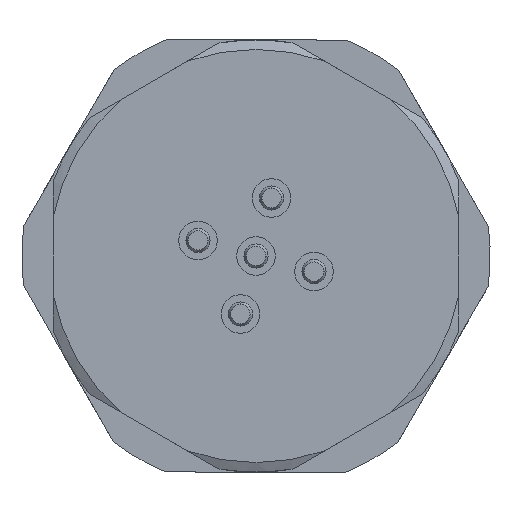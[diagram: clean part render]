
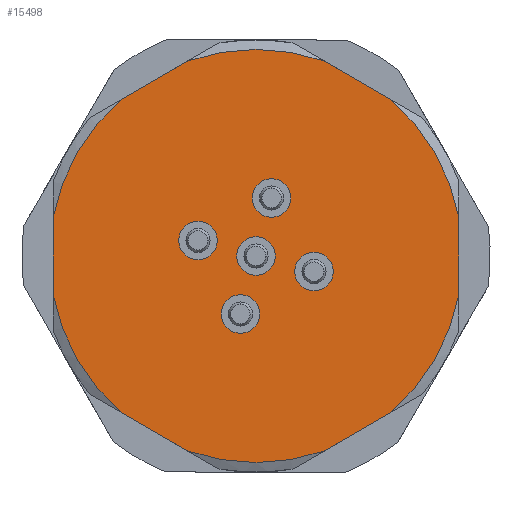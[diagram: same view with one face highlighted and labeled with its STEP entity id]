
A CAD part, front view. The second image highlights one B-rep face of the part: STEP entity #15498.
In plain terms, the highlighted planar face has unit normal (0, -1, 0).
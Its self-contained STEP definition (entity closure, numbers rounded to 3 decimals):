
#5049=DIRECTION('',(-0.866,0.,-0.5));
#5050=VECTOR('',#5049,3.198);
#5051=CARTESIAN_POINT('',(-2.84,-7.85,8.118));
#5052=LINE('',#5051,#5050);
#5083=CARTESIAN_POINT('',(0.,-7.85,0.));
#5084=DIRECTION('',(0.,-1.,0.));
#5085=DIRECTION('',(-0.983,0.,-0.186));
#5086=AXIS2_PLACEMENT_3D('',#5083,#5084,#5085);
#5088=CARTESIAN_POINT('',(0.,-7.85,0.));
#5089=DIRECTION('',(0.,-1.,0.));
#5090=DIRECTION('',(0.983,0.,0.186));
#5091=AXIS2_PLACEMENT_3D('',#5088,#5089,#5090);
#5098=CARTESIAN_POINT('',(0.,-7.85,0.));
#5099=DIRECTION('',(0.,1.,0.));
#5100=DIRECTION('',(0.983,0.,-0.186));
#5101=AXIS2_PLACEMENT_3D('',#5098,#5099,#5100);
#5103=DIRECTION('',(-0.866,0.,-0.5));
#5104=VECTOR('',#5103,3.198);
#5105=CARTESIAN_POINT('',(5.61,-7.85,-6.518));
#5106=LINE('',#5105,#5104);
#5107=CARTESIAN_POINT('',(0.,-7.85,0.));
#5108=DIRECTION('',(0.,1.,0.));
#5109=DIRECTION('',(0.33,0.,-0.944));
#5110=AXIS2_PLACEMENT_3D('',#5107,#5108,#5109);
#5112=DIRECTION('',(-0.866,0.,0.5));
#5113=VECTOR('',#5112,3.198);
#5114=CARTESIAN_POINT('',(-2.84,-7.85,-8.118));
#5115=LINE('',#5114,#5113);
#5116=CARTESIAN_POINT('',(0.,-7.85,0.));
#5117=DIRECTION('',(0.,1.,0.));
#5118=DIRECTION('',(-0.983,0.,0.186));
#5119=AXIS2_PLACEMENT_3D('',#5116,#5117,#5118);
#5121=CARTESIAN_POINT('',(0.,-7.85,0.));
#5122=DIRECTION('',(0.,1.,0.));
#5123=DIRECTION('',(-0.33,0.,0.944));
#5124=AXIS2_PLACEMENT_3D('',#5121,#5122,#5123);
#5126=CARTESIAN_POINT('',(-0.647,-7.85,-2.415));
#5127=DIRECTION('',(0.,-1.,0.));
#5128=DIRECTION('',(0.,0.,1.));
#5129=AXIS2_PLACEMENT_3D('',#5126,#5127,#5128);
#5131=CARTESIAN_POINT('',(-0.647,-7.85,-2.415));
#5132=DIRECTION('',(0.,-1.,0.));
#5133=DIRECTION('',(0.,0.,-1.));
#5134=AXIS2_PLACEMENT_3D('',#5131,#5132,#5133);
#5200=CARTESIAN_POINT('',(-2.415,-7.85,0.647));
#5201=DIRECTION('',(0.,-1.,0.));
#5202=DIRECTION('',(1.,0.,0.));
#5203=AXIS2_PLACEMENT_3D('',#5200,#5201,#5202);
#5205=CARTESIAN_POINT('',(-2.415,-7.85,0.647));
#5206=DIRECTION('',(0.,-1.,0.));
#5207=DIRECTION('',(-1.,0.,0.));
#5208=AXIS2_PLACEMENT_3D('',#5205,#5206,#5207);
#5274=CARTESIAN_POINT('',(0.647,-7.85,2.415));
#5275=DIRECTION('',(0.,-1.,0.));
#5276=DIRECTION('',(0.,0.,-1.));
#5277=AXIS2_PLACEMENT_3D('',#5274,#5275,#5276);
#5279=CARTESIAN_POINT('',(0.647,-7.85,2.415));
#5280=DIRECTION('',(0.,-1.,0.));
#5281=DIRECTION('',(0.,0.,1.));
#5282=AXIS2_PLACEMENT_3D('',#5279,#5280,#5281);
#5348=CARTESIAN_POINT('',(2.415,-7.85,-0.647));
#5349=DIRECTION('',(0.,-1.,0.));
#5350=DIRECTION('',(-1.,0.,0.));
#5351=AXIS2_PLACEMENT_3D('',#5348,#5349,#5350);
#5353=CARTESIAN_POINT('',(2.415,-7.85,-0.647));
#5354=DIRECTION('',(0.,-1.,0.));
#5355=DIRECTION('',(1.,0.,0.));
#5356=AXIS2_PLACEMENT_3D('',#5353,#5354,#5355);
#5422=CARTESIAN_POINT('',(0.,-7.85,0.));
#5423=DIRECTION('',(0.,-1.,0.));
#5424=DIRECTION('',(-1.,0.,0.));
#5425=AXIS2_PLACEMENT_3D('',#5422,#5423,#5424);
#5427=CARTESIAN_POINT('',(0.,-7.85,0.));
#5428=DIRECTION('',(0.,-1.,0.));
#5429=DIRECTION('',(1.,0.,0.));
#5430=AXIS2_PLACEMENT_3D('',#5427,#5428,#5429);
#5503=DIRECTION('',(0.,0.,1.));
#5504=VECTOR('',#5503,3.198);
#5505=CARTESIAN_POINT('',(8.45,-7.85,-1.599));
#5506=LINE('',#5505,#5504);
#5512=CARTESIAN_POINT('',(8.45,-7.85,1.599));
#5562=CARTESIAN_POINT('',(5.61,-7.85,6.518));
#5569=DIRECTION('',(-0.866,0.,0.5));
#5570=VECTOR('',#5569,3.198);
#5571=CARTESIAN_POINT('',(5.61,-7.85,6.518));
#5572=LINE('',#5571,#5570);
#5626=CARTESIAN_POINT('',(-5.61,-7.85,-6.518));
#5660=DIRECTION('',(0.,0.,-1.));
#5661=VECTOR('',#5660,3.198);
#5662=CARTESIAN_POINT('',(-8.45,-7.85,1.599));
#5663=LINE('',#5662,#5661);
#5669=CARTESIAN_POINT('',(-8.45,-7.85,-1.599));
#7484=CARTESIAN_POINT('',(8.45,-7.85,-1.599));
#7485=CARTESIAN_POINT('',(5.61,-7.85,-6.518));
#7486=VERTEX_POINT('',#7484);
#7487=VERTEX_POINT('',#7485);
#7488=CARTESIAN_POINT('',(2.84,-7.85,-8.118));
#7489=CARTESIAN_POINT('',(-2.84,-7.85,-8.118));
#7490=VERTEX_POINT('',#7488);
#7491=VERTEX_POINT('',#7489);
#7492=CARTESIAN_POINT('',(-8.45,-7.85,1.599));
#7493=CARTESIAN_POINT('',(-5.61,-7.85,6.518));
#7494=VERTEX_POINT('',#7492);
#7495=VERTEX_POINT('',#7493);
#7496=CARTESIAN_POINT('',(-2.84,-7.85,8.118));
#7497=CARTESIAN_POINT('',(2.84,-7.85,8.118));
#7498=VERTEX_POINT('',#7496);
#7499=VERTEX_POINT('',#7497);
#7505=VERTEX_POINT('',#5669);
#7506=VERTEX_POINT('',#5562);
#7509=VERTEX_POINT('',#5512);
#7510=VERTEX_POINT('',#5626);
#7644=CARTESIAN_POINT('',(-0.8,-7.85,0.));
#7645=CARTESIAN_POINT('',(0.8,-7.85,0.));
#7646=VERTEX_POINT('',#7644);
#7647=VERTEX_POINT('',#7645);
#7648=CARTESIAN_POINT('',(1.615,-7.85,-0.647));
#7649=CARTESIAN_POINT('',(3.215,-7.85,-0.647));
#7650=VERTEX_POINT('',#7648);
#7651=VERTEX_POINT('',#7649);
#7652=CARTESIAN_POINT('',(0.647,-7.85,1.615));
#7653=CARTESIAN_POINT('',(0.647,-7.85,3.215));
#7654=VERTEX_POINT('',#7652);
#7655=VERTEX_POINT('',#7653);
#7656=CARTESIAN_POINT('',(-1.615,-7.85,0.647));
#7657=CARTESIAN_POINT('',(-3.215,-7.85,0.647));
#7658=VERTEX_POINT('',#7656);
#7659=VERTEX_POINT('',#7657);
#7660=CARTESIAN_POINT('',(-0.647,-7.85,-1.615));
#7661=CARTESIAN_POINT('',(-0.647,-7.85,-3.215));
#7662=VERTEX_POINT('',#7660);
#7663=VERTEX_POINT('',#7661);
#15444=CARTESIAN_POINT('',(-7.75,-7.85,0.));
#15445=DIRECTION('',(0.,-1.,0.));
#15446=DIRECTION('',(-1.,0.,0.));
#15447=AXIS2_PLACEMENT_3D('',#15444,#15445,#15446);
#15448=PLANE('',#15447);
#15449=ORIENTED_EDGE('',*,*,#15433,.F.);
#15451=ORIENTED_EDGE('',*,*,#15450,.F.);
#15452=ORIENTED_EDGE('',*,*,#15421,.T.);
#15454=ORIENTED_EDGE('',*,*,#15453,.T.);
#15455=ORIENTED_EDGE('',*,*,#15405,.T.);
#15457=ORIENTED_EDGE('',*,*,#15456,.T.);
#15458=ORIENTED_EDGE('',*,*,#15389,.F.);
#15460=ORIENTED_EDGE('',*,*,#15459,.F.);
#15461=ORIENTED_EDGE('',*,*,#15356,.T.);
#15462=ORIENTED_EDGE('',*,*,#15330,.F.);
#15463=ORIENTED_EDGE('',*,*,#15374,.T.);
#15465=ORIENTED_EDGE('',*,*,#15464,.F.);
#15466=EDGE_LOOP('',(#15449,#15451,#15452,#15454,#15455,#15457,#15458,#15460,
#15461,#15462,#15463,#15465));
#15467=FACE_OUTER_BOUND('',#15466,.F.);
#15469=ORIENTED_EDGE('',*,*,#15468,.T.);
#15471=ORIENTED_EDGE('',*,*,#15470,.T.);
#15472=EDGE_LOOP('',(#15469,#15471));
#15473=FACE_BOUND('',#15472,.F.);
#15475=ORIENTED_EDGE('',*,*,#15474,.T.);
#15477=ORIENTED_EDGE('',*,*,#15476,.T.);
#15478=EDGE_LOOP('',(#15475,#15477));
#15479=FACE_BOUND('',#15478,.F.);
#15481=ORIENTED_EDGE('',*,*,#15480,.T.);
#15483=ORIENTED_EDGE('',*,*,#15482,.T.);
#15484=EDGE_LOOP('',(#15481,#15483));
#15485=FACE_BOUND('',#15484,.F.);
#15487=ORIENTED_EDGE('',*,*,#15486,.T.);
#15489=ORIENTED_EDGE('',*,*,#15488,.T.);
#15490=EDGE_LOOP('',(#15487,#15489));
#15491=FACE_BOUND('',#15490,.F.);
#15493=ORIENTED_EDGE('',*,*,#15492,.T.);
#15495=ORIENTED_EDGE('',*,*,#15494,.T.);
#15496=EDGE_LOOP('',(#15493,#15495));
#15497=FACE_BOUND('',#15496,.F.);
#15498=ADVANCED_FACE('',(#15467,#15473,#15479,#15485,#15491,#15497),#15448,.T.);
#5087=CIRCLE('',#5086,8.6);
#5092=CIRCLE('',#5091,8.6);
#5102=CIRCLE('',#5101,8.6);
#5111=CIRCLE('',#5110,8.6);
#5120=CIRCLE('',#5119,8.6);
#5125=CIRCLE('',#5124,8.6);
#5130=CIRCLE('',#5129,0.8);
#5135=CIRCLE('',#5134,0.8);
#5204=CIRCLE('',#5203,0.8);
#5209=CIRCLE('',#5208,0.8);
#5278=CIRCLE('',#5277,0.8);
#5283=CIRCLE('',#5282,0.8);
#5352=CIRCLE('',#5351,0.8);
#5357=CIRCLE('',#5356,0.8);
#5426=CIRCLE('',#5425,0.8);
#5431=CIRCLE('',#5430,0.8);
#15330=EDGE_CURVE('',#7498,#7495,#5052,.T.);
#15356=EDGE_CURVE('',#7494,#7495,#5120,.T.);
#15374=EDGE_CURVE('',#7498,#7499,#5125,.T.);
#15389=EDGE_CURVE('',#7505,#7510,#5087,.T.);
#15405=EDGE_CURVE('',#7490,#7491,#5111,.T.);
#15421=EDGE_CURVE('',#7486,#7487,#5102,.T.);
#15433=EDGE_CURVE('',#7509,#7506,#5092,.T.);
#15450=EDGE_CURVE('',#7486,#7509,#5506,.T.);
#15453=EDGE_CURVE('',#7487,#7490,#5106,.T.);
#15456=EDGE_CURVE('',#7491,#7510,#5115,.T.);
#15459=EDGE_CURVE('',#7494,#7505,#5663,.T.);
#15464=EDGE_CURVE('',#7506,#7499,#5572,.T.);
#15468=EDGE_CURVE('',#7658,#7659,#5204,.T.);
#15470=EDGE_CURVE('',#7659,#7658,#5209,.T.);
#15474=EDGE_CURVE('',#7654,#7655,#5278,.T.);
#15476=EDGE_CURVE('',#7655,#7654,#5283,.T.);
#15480=EDGE_CURVE('',#7650,#7651,#5352,.T.);
#15482=EDGE_CURVE('',#7651,#7650,#5357,.T.);
#15486=EDGE_CURVE('',#7646,#7647,#5426,.T.);
#15488=EDGE_CURVE('',#7647,#7646,#5431,.T.);
#15492=EDGE_CURVE('',#7662,#7663,#5130,.T.);
#15494=EDGE_CURVE('',#7663,#7662,#5135,.T.);
